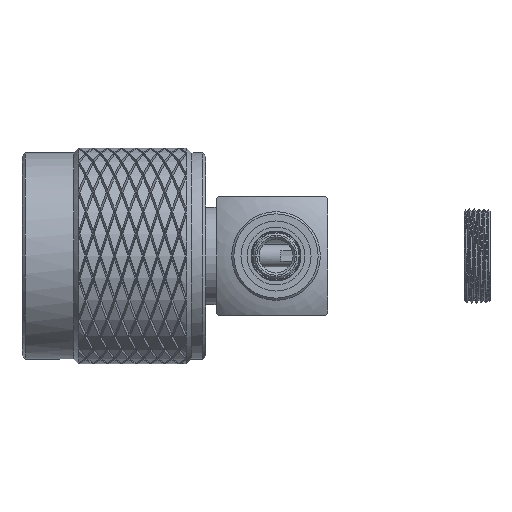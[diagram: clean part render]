
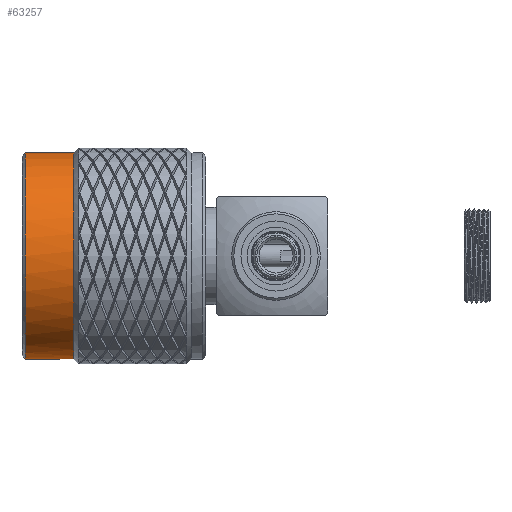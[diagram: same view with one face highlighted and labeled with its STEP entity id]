
A CAD part, left-side view. The second image highlights one B-rep face of the part: STEP entity #63257.
In plain terms, the highlighted cylindrical face has radius 9.55 mm (diameter 19.1 mm), a full revolution.
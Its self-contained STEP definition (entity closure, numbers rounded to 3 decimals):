
#32061=ORIENTED_EDGE('',*,*,#42177,.T.);
#32062=ORIENTED_EDGE('',*,*,#42071,.F.);
#42071=EDGE_CURVE('',#47350,#47350,#47989,.T.);
#42177=EDGE_CURVE('',#47411,#47411,#47990,.T.);
#47350=VERTEX_POINT('',#259043);
#47411=VERTEX_POINT('',#260861);
#47989=CIRCLE('',#86709,9.55);
#47990=CIRCLE('',#86726,9.55);
#52666=EDGE_LOOP('',(#32061));
#52667=EDGE_LOOP('',(#32062));
#57494=FACE_BOUND('',#52666,.T.);
#57495=FACE_BOUND('',#52667,.T.);
#58663=CYLINDRICAL_SURFACE('',#86725,9.55);
#63257=ADVANCED_FACE('',(#57494,#57495),#58663,.T.);
#86709=AXIS2_PLACEMENT_3D('',#259042,#90382,#90383);
#86725=AXIS2_PLACEMENT_3D('',#260859,#90414,#90415);
#86726=AXIS2_PLACEMENT_3D('',#260860,#90416,#90417);
#90382=DIRECTION('',(0.,-1.,0.));
#90383=DIRECTION('',(0.,0.,1.));
#90414=DIRECTION('',(0.,1.,0.));
#90415=DIRECTION('',(-1.,0.,0.));
#90416=DIRECTION('',(0.,-1.,0.));
#90417=DIRECTION('',(1.,0.,0.));
#259042=CARTESIAN_POINT('',(0.,23.5,0.));
#259043=CARTESIAN_POINT('',(0.,23.5,9.55));
#260859=CARTESIAN_POINT('',(0.,23.5,0.));
#260860=CARTESIAN_POINT('',(0.,28.,0.));
#260861=CARTESIAN_POINT('',(9.55,28.,0.));
